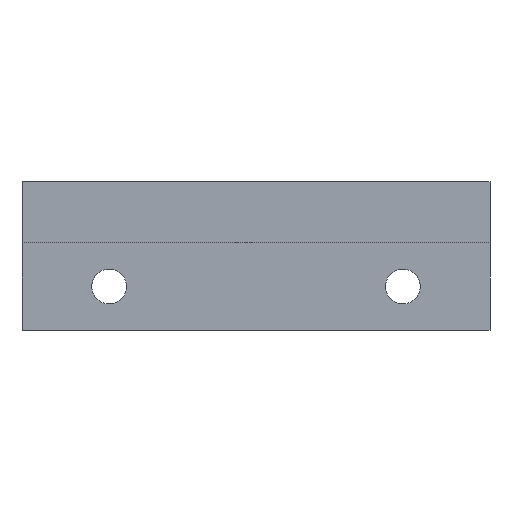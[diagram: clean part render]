
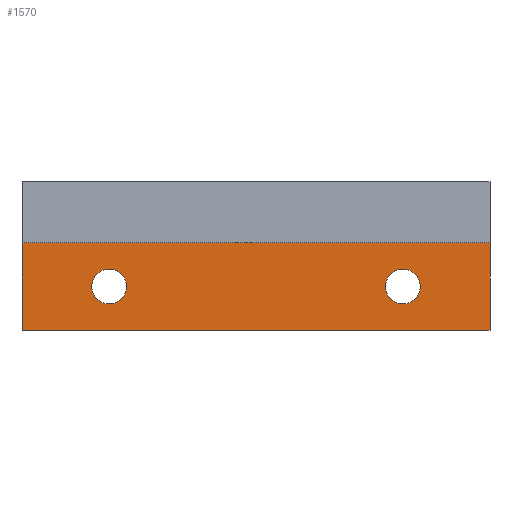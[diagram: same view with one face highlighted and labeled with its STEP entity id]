
A CAD part, front view. The second image highlights one B-rep face of the part: STEP entity #1570.
In plain terms, the highlighted planar face has unit normal (0, -1, 0).
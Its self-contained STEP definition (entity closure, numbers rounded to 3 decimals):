
#483 = VERTEX_POINT('',#484);
#484 = CARTESIAN_POINT('',(0.,0.,0.));
#498 = PLANE('',#499);
#499 = AXIS2_PLACEMENT_3D('',#500,#501,#502);
#500 = CARTESIAN_POINT('',(0.,0.,0.));
#501 = DIRECTION('',(0.,1.,0.));
#502 = DIRECTION('',(1.,0.,0.));
#524 = PLANE('',#525);
#525 = AXIS2_PLACEMENT_3D('',#526,#527,#528);
#526 = CARTESIAN_POINT('',(0.,5.,0.));
#527 = DIRECTION('',(-1.,0.,0.));
#528 = DIRECTION('',(0.,-1.,0.));
#934 = VERTEX_POINT('',#935);
#935 = CARTESIAN_POINT('',(53.669,0.,0.));
#970 = PLANE('',#971);
#971 = AXIS2_PLACEMENT_3D('',#972,#973,#974);
#972 = CARTESIAN_POINT('',(53.669,0.,0.));
#973 = DIRECTION('',(1.,0.,0.));
#974 = DIRECTION('',(0.,1.,0.));
#1025 = PLANE('',#1026);
#1026 = AXIS2_PLACEMENT_3D('',#1027,#1028,#1029);
#1027 = CARTESIAN_POINT('',(26.835,2.5,-10.));
#1028 = DIRECTION('',(0.,0.,1.));
#1029 = DIRECTION('',(1.,0.,0.));
#1078 = CYLINDRICAL_SURFACE('',#1079,2.);
#1079 = AXIS2_PLACEMENT_3D('',#1080,#1081,#1082);
#1080 = CARTESIAN_POINT('',(43.669,5.,-5.));
#1081 = DIRECTION('',(0.,1.,0.));
#1082 = DIRECTION('',(-1.,0.,0.));
#1109 = CYLINDRICAL_SURFACE('',#1110,2.);
#1110 = AXIS2_PLACEMENT_3D('',#1111,#1112,#1113);
#1111 = CARTESIAN_POINT('',(10.,5.,-5.));
#1112 = DIRECTION('',(0.,1.,0.));
#1113 = DIRECTION('',(-1.,0.,0.));
#1235 = EDGE_CURVE('',#483,#934,#1236,.T.);
#1236 = SURFACE_CURVE('',#1237,(#1241,#1248),.PCURVE_S1.);
#1237 = LINE('',#1238,#1239);
#1238 = CARTESIAN_POINT('',(0.,0.,0.));
#1239 = VECTOR('',#1240,1.);
#1240 = DIRECTION('',(1.,0.,0.));
#1241 = PCURVE('',#498,#1242);
#1242 = DEFINITIONAL_REPRESENTATION('',(#1243),#1247);
#1243 = LINE('',#1244,#1245);
#1244 = CARTESIAN_POINT('',(0.,0.));
#1245 = VECTOR('',#1246,1.);
#1246 = DIRECTION('',(1.,0.));
#1247 = ( GEOMETRIC_REPRESENTATION_CONTEXT(2) 
PARAMETRIC_REPRESENTATION_CONTEXT() REPRESENTATION_CONTEXT('2D SPACE',''
  ) );
#1248 = PCURVE('',#1249,#1254);
#1249 = PLANE('',#1250);
#1250 = AXIS2_PLACEMENT_3D('',#1251,#1252,#1253);
#1251 = CARTESIAN_POINT('',(0.,0.,0.));
#1252 = DIRECTION('',(0.,-1.,0.));
#1253 = DIRECTION('',(1.,0.,0.));
#1254 = DEFINITIONAL_REPRESENTATION('',(#1255),#1259);
#1255 = LINE('',#1256,#1257);
#1256 = CARTESIAN_POINT('',(-0.,0.));
#1257 = VECTOR('',#1258,1.);
#1258 = DIRECTION('',(1.,0.));
#1259 = ( GEOMETRIC_REPRESENTATION_CONTEXT(2) 
PARAMETRIC_REPRESENTATION_CONTEXT() REPRESENTATION_CONTEXT('2D SPACE',''
  ) );
#1266 = VERTEX_POINT('',#1267);
#1267 = CARTESIAN_POINT('',(0.,0.,-10.));
#1288 = EDGE_CURVE('',#483,#1266,#1289,.T.);
#1289 = SURFACE_CURVE('',#1290,(#1294,#1301),.PCURVE_S1.);
#1290 = LINE('',#1291,#1292);
#1291 = CARTESIAN_POINT('',(0.,0.,0.));
#1292 = VECTOR('',#1293,1.);
#1293 = DIRECTION('',(0.,0.,-1.));
#1294 = PCURVE('',#524,#1295);
#1295 = DEFINITIONAL_REPRESENTATION('',(#1296),#1300);
#1296 = LINE('',#1297,#1298);
#1297 = CARTESIAN_POINT('',(5.,-0.));
#1298 = VECTOR('',#1299,1.);
#1299 = DIRECTION('',(0.,-1.));
#1300 = ( GEOMETRIC_REPRESENTATION_CONTEXT(2) 
PARAMETRIC_REPRESENTATION_CONTEXT() REPRESENTATION_CONTEXT('2D SPACE',''
  ) );
#1301 = PCURVE('',#1249,#1302);
#1302 = DEFINITIONAL_REPRESENTATION('',(#1303),#1307);
#1303 = LINE('',#1304,#1305);
#1304 = CARTESIAN_POINT('',(0.,0.));
#1305 = VECTOR('',#1306,1.);
#1306 = DIRECTION('',(0.,-1.));
#1307 = ( GEOMETRIC_REPRESENTATION_CONTEXT(2) 
PARAMETRIC_REPRESENTATION_CONTEXT() REPRESENTATION_CONTEXT('2D SPACE',''
  ) );
#1390 = EDGE_CURVE('',#934,#1391,#1393,.T.);
#1391 = VERTEX_POINT('',#1392);
#1392 = CARTESIAN_POINT('',(53.669,0.,-10.));
#1393 = SURFACE_CURVE('',#1394,(#1398,#1405),.PCURVE_S1.);
#1394 = LINE('',#1395,#1396);
#1395 = CARTESIAN_POINT('',(53.669,0.,0.));
#1396 = VECTOR('',#1397,1.);
#1397 = DIRECTION('',(0.,0.,-1.));
#1398 = PCURVE('',#970,#1399);
#1399 = DEFINITIONAL_REPRESENTATION('',(#1400),#1404);
#1400 = LINE('',#1401,#1402);
#1401 = CARTESIAN_POINT('',(0.,0.));
#1402 = VECTOR('',#1403,1.);
#1403 = DIRECTION('',(0.,-1.));
#1404 = ( GEOMETRIC_REPRESENTATION_CONTEXT(2) 
PARAMETRIC_REPRESENTATION_CONTEXT() REPRESENTATION_CONTEXT('2D SPACE',''
  ) );
#1405 = PCURVE('',#1249,#1406);
#1406 = DEFINITIONAL_REPRESENTATION('',(#1407),#1411);
#1407 = LINE('',#1408,#1409);
#1408 = CARTESIAN_POINT('',(53.669,0.));
#1409 = VECTOR('',#1410,1.);
#1410 = DIRECTION('',(0.,-1.));
#1411 = ( GEOMETRIC_REPRESENTATION_CONTEXT(2) 
PARAMETRIC_REPRESENTATION_CONTEXT() REPRESENTATION_CONTEXT('2D SPACE',''
  ) );
#1439 = EDGE_CURVE('',#1266,#1391,#1440,.T.);
#1440 = SURFACE_CURVE('',#1441,(#1445,#1452),.PCURVE_S1.);
#1441 = LINE('',#1442,#1443);
#1442 = CARTESIAN_POINT('',(0.,0.,-10.));
#1443 = VECTOR('',#1444,1.);
#1444 = DIRECTION('',(1.,0.,0.));
#1445 = PCURVE('',#1025,#1446);
#1446 = DEFINITIONAL_REPRESENTATION('',(#1447),#1451);
#1447 = LINE('',#1448,#1449);
#1448 = CARTESIAN_POINT('',(-26.835,-2.5));
#1449 = VECTOR('',#1450,1.);
#1450 = DIRECTION('',(1.,0.));
#1451 = ( GEOMETRIC_REPRESENTATION_CONTEXT(2) 
PARAMETRIC_REPRESENTATION_CONTEXT() REPRESENTATION_CONTEXT('2D SPACE',''
  ) );
#1452 = PCURVE('',#1249,#1453);
#1453 = DEFINITIONAL_REPRESENTATION('',(#1454),#1458);
#1454 = LINE('',#1455,#1456);
#1455 = CARTESIAN_POINT('',(0.,-10.));
#1456 = VECTOR('',#1457,1.);
#1457 = DIRECTION('',(1.,0.));
#1458 = ( GEOMETRIC_REPRESENTATION_CONTEXT(2) 
PARAMETRIC_REPRESENTATION_CONTEXT() REPRESENTATION_CONTEXT('2D SPACE',''
  ) );
#1468 = VERTEX_POINT('',#1469);
#1469 = CARTESIAN_POINT('',(41.669,0.,-5.));
#1490 = EDGE_CURVE('',#1468,#1468,#1491,.T.);
#1491 = SURFACE_CURVE('',#1492,(#1497,#1504),.PCURVE_S1.);
#1492 = CIRCLE('',#1493,2.);
#1493 = AXIS2_PLACEMENT_3D('',#1494,#1495,#1496);
#1494 = CARTESIAN_POINT('',(43.669,0.,-5.));
#1495 = DIRECTION('',(0.,1.,0.));
#1496 = DIRECTION('',(-1.,0.,0.));
#1497 = PCURVE('',#1078,#1498);
#1498 = DEFINITIONAL_REPRESENTATION('',(#1499),#1503);
#1499 = LINE('',#1500,#1501);
#1500 = CARTESIAN_POINT('',(0.,-5.));
#1501 = VECTOR('',#1502,1.);
#1502 = DIRECTION('',(1.,0.));
#1503 = ( GEOMETRIC_REPRESENTATION_CONTEXT(2) 
PARAMETRIC_REPRESENTATION_CONTEXT() REPRESENTATION_CONTEXT('2D SPACE',''
  ) );
#1504 = PCURVE('',#1249,#1505);
#1505 = DEFINITIONAL_REPRESENTATION('',(#1506),#1514);
#1506 = ( BOUNDED_CURVE() B_SPLINE_CURVE(2,(#1507,#1508,#1509,#1510,
#1511,#1512,#1513),.UNSPECIFIED.,.T.,.F.) B_SPLINE_CURVE_WITH_KNOTS((1,2
    ,2,2,2,1),(-2.094,0.,2.094,4.189,
6.283,8.378),.UNSPECIFIED.) CURVE() 
GEOMETRIC_REPRESENTATION_ITEM() RATIONAL_B_SPLINE_CURVE((1.,0.5,1.,0.5,
1.,0.5,1.)) REPRESENTATION_ITEM('') );
#1507 = CARTESIAN_POINT('',(41.669,-5.));
#1508 = CARTESIAN_POINT('',(41.669,-1.536));
#1509 = CARTESIAN_POINT('',(44.669,-3.268));
#1510 = CARTESIAN_POINT('',(47.669,-5.));
#1511 = CARTESIAN_POINT('',(44.669,-6.732));
#1512 = CARTESIAN_POINT('',(41.669,-8.464));
#1513 = CARTESIAN_POINT('',(41.669,-5.));
#1514 = ( GEOMETRIC_REPRESENTATION_CONTEXT(2) 
PARAMETRIC_REPRESENTATION_CONTEXT() REPRESENTATION_CONTEXT('2D SPACE',''
  ) );
#1522 = VERTEX_POINT('',#1523);
#1523 = CARTESIAN_POINT('',(8.,0.,-5.));
#1544 = EDGE_CURVE('',#1522,#1522,#1545,.T.);
#1545 = SURFACE_CURVE('',#1546,(#1551,#1558),.PCURVE_S1.);
#1546 = CIRCLE('',#1547,2.);
#1547 = AXIS2_PLACEMENT_3D('',#1548,#1549,#1550);
#1548 = CARTESIAN_POINT('',(10.,0.,-5.));
#1549 = DIRECTION('',(0.,1.,0.));
#1550 = DIRECTION('',(-1.,0.,0.));
#1551 = PCURVE('',#1109,#1552);
#1552 = DEFINITIONAL_REPRESENTATION('',(#1553),#1557);
#1553 = LINE('',#1554,#1555);
#1554 = CARTESIAN_POINT('',(0.,-5.));
#1555 = VECTOR('',#1556,1.);
#1556 = DIRECTION('',(1.,0.));
#1557 = ( GEOMETRIC_REPRESENTATION_CONTEXT(2) 
PARAMETRIC_REPRESENTATION_CONTEXT() REPRESENTATION_CONTEXT('2D SPACE',''
  ) );
#1558 = PCURVE('',#1249,#1559);
#1559 = DEFINITIONAL_REPRESENTATION('',(#1560),#1568);
#1560 = ( BOUNDED_CURVE() B_SPLINE_CURVE(2,(#1561,#1562,#1563,#1564,
#1565,#1566,#1567),.UNSPECIFIED.,.T.,.F.) B_SPLINE_CURVE_WITH_KNOTS((1,2
    ,2,2,2,1),(-2.094,0.,2.094,4.189,
6.283,8.378),.UNSPECIFIED.) CURVE() 
GEOMETRIC_REPRESENTATION_ITEM() RATIONAL_B_SPLINE_CURVE((1.,0.5,1.,0.5,
1.,0.5,1.)) REPRESENTATION_ITEM('') );
#1561 = CARTESIAN_POINT('',(8.,-5.));
#1562 = CARTESIAN_POINT('',(8.,-1.536));
#1563 = CARTESIAN_POINT('',(11.,-3.268));
#1564 = CARTESIAN_POINT('',(14.,-5.));
#1565 = CARTESIAN_POINT('',(11.,-6.732));
#1566 = CARTESIAN_POINT('',(8.,-8.464));
#1567 = CARTESIAN_POINT('',(8.,-5.));
#1568 = ( GEOMETRIC_REPRESENTATION_CONTEXT(2) 
PARAMETRIC_REPRESENTATION_CONTEXT() REPRESENTATION_CONTEXT('2D SPACE',''
  ) );
#1570 = ADVANCED_FACE('',(#1571,#1577,#1580),#1249,.T.);
#1571 = FACE_BOUND('',#1572,.T.);
#1572 = EDGE_LOOP('',(#1573,#1574,#1575,#1576));
#1573 = ORIENTED_EDGE('',*,*,#1288,.T.);
#1574 = ORIENTED_EDGE('',*,*,#1439,.T.);
#1575 = ORIENTED_EDGE('',*,*,#1390,.F.);
#1576 = ORIENTED_EDGE('',*,*,#1235,.F.);
#1577 = FACE_BOUND('',#1578,.T.);
#1578 = EDGE_LOOP('',(#1579));
#1579 = ORIENTED_EDGE('',*,*,#1490,.T.);
#1580 = FACE_BOUND('',#1581,.T.);
#1581 = EDGE_LOOP('',(#1582));
#1582 = ORIENTED_EDGE('',*,*,#1544,.T.);
